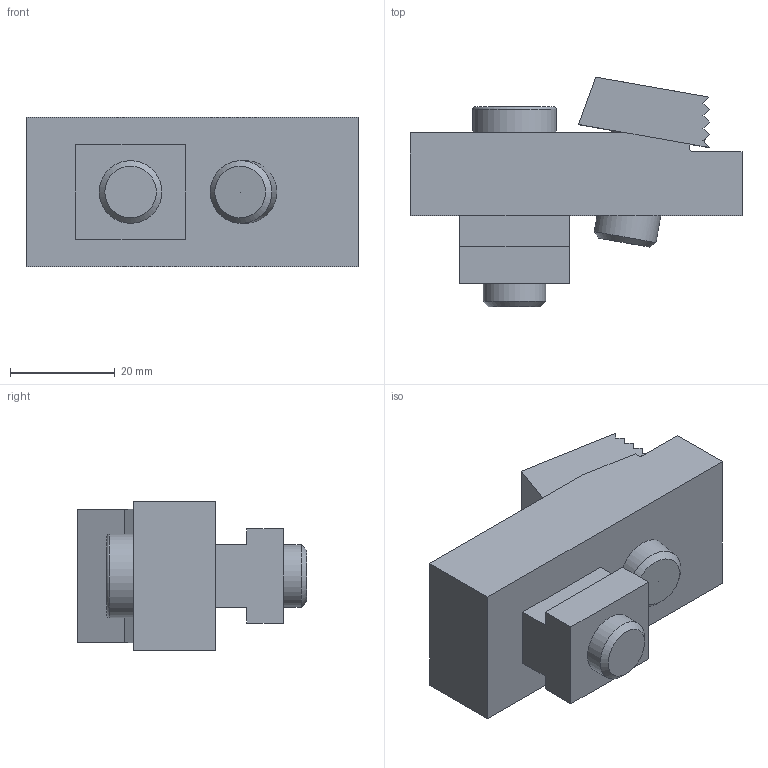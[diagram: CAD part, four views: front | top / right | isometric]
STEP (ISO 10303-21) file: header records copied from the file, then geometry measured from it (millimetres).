
FILE_DESCRIPTION( ( 'STEP AP214' ), '1' );
FILE_NAME( 'K0028.12.stp', '2020-11-24T15:06:57', ( '' ), ( '' ), ' ', 'PARTsolutions', ' ' );
FILE_SCHEMA( ( 'AUTOMOTIVE_DESIGN { 1 0 10303 214 1 1 1 1 }' ) );
Length unit declared in the file: millimetre
Products named in the file (1): _K0028.12
Bounding box: 63.5 x 43.93 x 28.5 mm (x, y, z)
Volume: 37569.7 mm3; surface area: 10697.5 mm2
Topology: 1 solids, 1 shells, 75 faces, 192 edges, 123 vertices
Faces by surface type: plane 60, cone 7, cylinder 6, torus 2
Full cylindrical faces by diameter (mm): 12 x2, 14 x1, 16 x1
Entity records: 2800 total; most frequent: CARTESIAN_POINT 448, DIRECTION 350, ORIENTED_EDGE 340, EDGE_CURVE 170, LINE 140, VECTOR 140, VERTEX_POINT 117, AXIS2_PLACEMENT_3D 105
